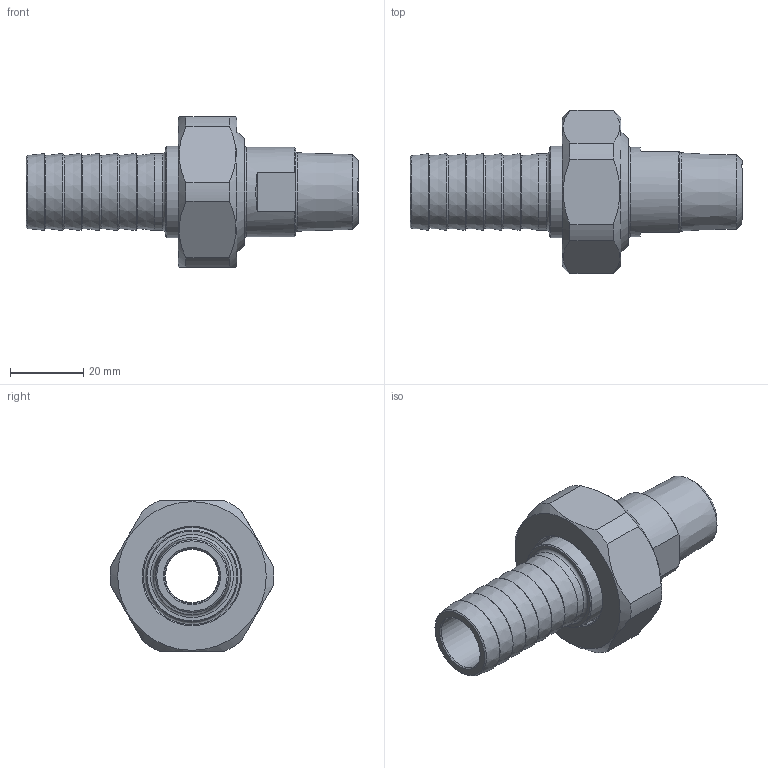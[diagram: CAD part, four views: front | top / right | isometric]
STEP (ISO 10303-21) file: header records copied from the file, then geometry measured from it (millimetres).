
FILE_DESCRIPTION(/* description */ (''),/* implementation_level */ '2;1');
FILE_NAME(/* name */ '3D_R666-SLE-UG-21-DN25-DN15_171130924.stp',/* time_stamp */ '2021-07-14T08:57:22+02:00',/* author */ ('cad'),/* organization */ (''),/* preprocessor_version */ 'ST-DEVELOPER v18.1',/* originating_system */ 'Autodesk Inventor 2022',/* authorisation */ '');
FILE_SCHEMA (('AUTOMOTIVE_DESIGN { 1 0 10303 214 3 1 1 }'));
Length unit declared in the file: millimetre
Products named in the file (4): 3D_R666-SLE-UG-21-DN25-DN15_171130924; 3D_R666-M-DN25_17113930; 3D_R666-UG-DN15-DN25_17113620; 3D_R666-SLE-21-DN25_17113455
Assembly tree (3 placements, depth 2):
  3D_R666-SLE-UG-21-DN25-DN15_171130924
    3D_R666-M-DN25_17113930
    3D_R666-UG-DN15-DN25_17113620
    3D_R666-SLE-21-DN25_17113455
Bounding box: 90.5 x 44.68 x 41 mm (x, y, z)
Volume: 34638.1 mm3; surface area: 17720.8 mm2
Topology: 3 solids, 3 shells, 80 faces, 188 edges, 124 vertices
Faces by surface type: plane 28, cone 26, cylinder 15, torus 11
Full cylindrical faces by diameter (mm): 14.5 x1, 15 x1, 21 x1, 24.5 x1, 25 x1, 26.5 x1, 29.5 x1, 30.291 x1, 33.1 x1
Entity records: 2506 total; most frequent: DIRECTION 457, CARTESIAN_POINT 450, ORIENTED_EDGE 376, AXIS2_PLACEMENT_3D 201, EDGE_CURVE 188, VERTEX_POINT 124, CIRCLE 112, EDGE_LOOP 96
